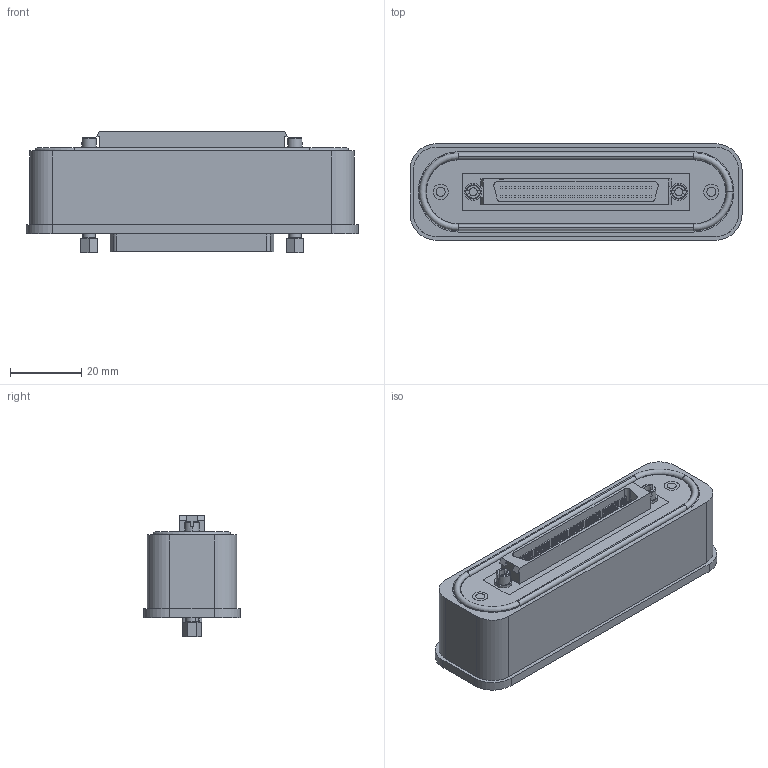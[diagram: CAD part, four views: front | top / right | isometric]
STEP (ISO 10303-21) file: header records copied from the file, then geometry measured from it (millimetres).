
FILE_DESCRIPTION (( 'STEP AP203' ), '1' );
FILE_NAME ('4871.STEP', '2019-02-07T21:05:48', ( '' ), ( '' ), 'SwSTEP 2.0', 'SolidWorks 2018', '' );
FILE_SCHEMA (( 'CONFIG_CONTROL_DESIGN' ));
Length unit declared in the file: inch
Products named in the file (1): 4871
Bounding box: 93.47 x 27.18 x 34.13 mm (x, y, z)
Surface area: 17173.6 mm2 (no closed solid volume)
Topology: 0 solids, 16 shells, 851 faces, 2201 edges, 1493 vertices
Faces by surface type: plane 779, cylinder 57, cone 8, torus 6, bspline 1
Entity records: 25617 total; most frequent: CARTESIAN_POINT 4627, ORIENTED_EDGE 4179, DIRECTION 4066, EDGE_CURVE 2201, LINE 2002, VECTOR 2002, VERTEX_POINT 1493, AXIS2_PLACEMENT_3D 1032
